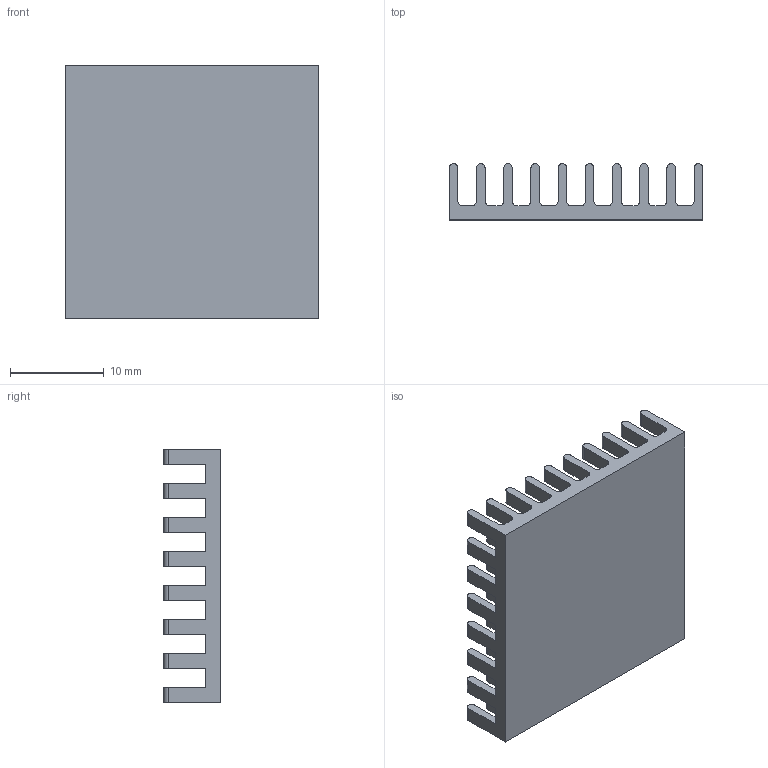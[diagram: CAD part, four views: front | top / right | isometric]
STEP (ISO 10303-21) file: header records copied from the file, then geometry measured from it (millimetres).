
FILE_DESCRIPTION (( 'STEP AP214' ), '1' );
FILE_NAME ('CUI_DEVICES_HSB12-272706.step', '2021-08-24T17:57:40', ( '' ), ( '' ), 'SwSTEP 2.0', 'SolidWorks 2021', '' );
FILE_SCHEMA (( 'AUTOMOTIVE_DESIGN' ));
Length unit declared in the file: inch
Products named in the file (1): CUI_DEVICES_HSB12-272706
Bounding box: 27 x 6 x 27 mm (x, y, z)
Volume: 1625.4 mm3; surface area: 3316.8 mm2
Topology: 1 solids, 1 shells, 514 faces, 1392 edges, 928 vertices
Faces by surface type: plane 290, cylinder 224
Entity records: 16304 total; most frequent: DIRECTION 2870, CARTESIAN_POINT 2835, ORIENTED_EDGE 2784, EDGE_CURVE 1392, AXIS2_PLACEMENT_3D 963, VECTOR 944, LINE 944, VERTEX_POINT 928
